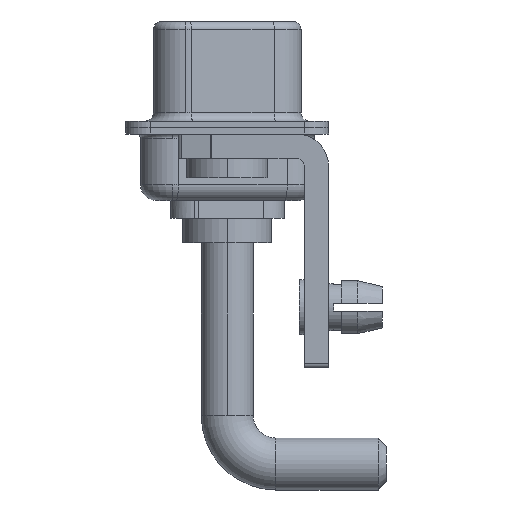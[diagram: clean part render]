
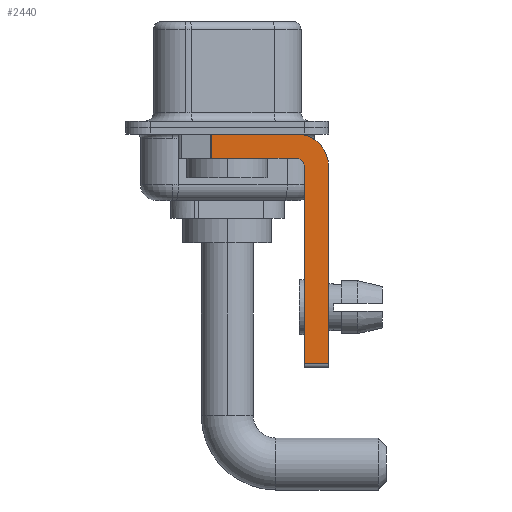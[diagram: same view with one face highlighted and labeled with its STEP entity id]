
A CAD part, left-side view. The second image highlights one B-rep face of the part: STEP entity #2440.
In plain terms, the highlighted planar face has unit normal (-1, 0, 0).
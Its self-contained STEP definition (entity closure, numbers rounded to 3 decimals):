
#635 = VECTOR ( 'NONE', #11439, 1000. ) ;
#650 = VECTOR ( 'NONE', #15118, 1000. ) ;
#770 = CARTESIAN_POINT ( 'NONE',  ( -2.9, 3., -0.4 ) ) ;
#813 = LINE ( 'NONE', #6588, #13324 ) ;
#1217 = ORIENTED_EDGE ( 'NONE', *, *, #17917, .F. ) ;
#1838 = EDGE_CURVE ( 'NONE', #4465, #9777, #10101, .T. ) ;
#1880 = ORIENTED_EDGE ( 'NONE', *, *, #16231, .F. ) ;
#1911 = CARTESIAN_POINT ( 'NONE',  ( -2.9, 0.978, -1.9 ) ) ;
#2283 = CARTESIAN_POINT ( 'NONE',  ( -2.9, 0.978, -0.4 ) ) ;
#2378 = LINE ( 'NONE', #770, #4087 ) ;
#2440 = ADVANCED_FACE ( 'NONE', ( #13833 ), #5137, .F. ) ;
#2915 = VERTEX_POINT ( 'NONE', #3609 ) ;
#3019 = ORIENTED_EDGE ( 'NONE', *, *, #13272, .F. ) ;
#3450 = EDGE_CURVE ( 'NONE', #16561, #14118, #6695, .T. ) ;
#3609 = CARTESIAN_POINT ( 'NONE',  ( -2.9, -4.25, -0.4 ) ) ;
#4087 = VECTOR ( 'NONE', #18406, 1000. ) ;
#4465 = VERTEX_POINT ( 'NONE', #9874 ) ;
#4864 = DIRECTION ( 'NONE',  ( -1., 0., 0. ) ) ;
#5001 = VERTEX_POINT ( 'NONE', #12498 ) ;
#5137 = PLANE ( 'NONE',  #18146 ) ;
#5197 = CARTESIAN_POINT ( 'NONE',  ( -2.9, -4.25, -1.9 ) ) ;
#5314 = VERTEX_POINT ( 'NONE', #2283 ) ;
#5347 = EDGE_CURVE ( 'NONE', #5314, #2915, #2378, .T. ) ;
#5676 = CARTESIAN_POINT ( 'NONE',  ( -2.9, -4.25, -14.55 ) ) ;
#6588 = CARTESIAN_POINT ( 'NONE',  ( -2.9, -6.25, -2.4 ) ) ;
#6695 = CIRCLE ( 'NONE', #16320, 0.5 ) ;
#6902 = ORIENTED_EDGE ( 'NONE', *, *, #3450, .F. ) ;
#6932 = ORIENTED_EDGE ( 'NONE', *, *, #15591, .T. ) ;
#7024 = AXIS2_PLACEMENT_3D ( 'NONE', #14057, #11413, #7159 ) ;
#7159 = DIRECTION ( 'NONE',  ( 0., 0., -1. ) ) ;
#7706 = LINE ( 'NONE', #12334, #12755 ) ;
#7864 = DIRECTION ( 'NONE',  ( 0., 0., -1. ) ) ;
#7877 = DIRECTION ( 'NONE',  ( 0., 1., 0. ) ) ;
#8890 = ORIENTED_EDGE ( 'NONE', *, *, #5347, .F. ) ;
#9312 = CARTESIAN_POINT ( 'NONE',  ( -2.9, -4.75, -2.4 ) ) ;
#9436 = CIRCLE ( 'NONE', #7024, 2. ) ;
#9456 = EDGE_CURVE ( 'NONE', #14118, #5001, #7706, .T. ) ;
#9777 = VERTEX_POINT ( 'NONE', #16322 ) ;
#9874 = CARTESIAN_POINT ( 'NONE',  ( -2.9, -4.75, -14.55 ) ) ;
#9973 = CARTESIAN_POINT ( 'NONE',  ( -2.9, -6.25, -2.4 ) ) ;
#10101 = LINE ( 'NONE', #5676, #635 ) ;
#10411 = CARTESIAN_POINT ( 'NONE',  ( -2.9, -4.75, -14.8 ) ) ;
#10696 = VECTOR ( 'NONE', #17383, 1000. ) ;
#11413 = DIRECTION ( 'NONE',  ( 1., 0., 0. ) ) ;
#11439 = DIRECTION ( 'NONE',  ( 0., -1., 0. ) ) ;
#11830 = LINE ( 'NONE', #10411, #10696 ) ;
#11954 = CARTESIAN_POINT ( 'NONE',  ( -2.9, -4.25, -2.4 ) ) ;
#12038 = LINE ( 'NONE', #1911, #650 ) ;
#12231 = EDGE_LOOP ( 'NONE', ( #8890, #6932, #12874, #6902, #1217, #17604, #3019, #1880 ) ) ;
#12334 = CARTESIAN_POINT ( 'NONE',  ( -2.9, -4.25, -1.9 ) ) ;
#12346 = DIRECTION ( 'NONE',  ( 0., 0., -1. ) ) ;
#12498 = CARTESIAN_POINT ( 'NONE',  ( -2.9, 0.978, -1.9 ) ) ;
#12755 = VECTOR ( 'NONE', #7877, 1000. ) ;
#12874 = ORIENTED_EDGE ( 'NONE', *, *, #9456, .F. ) ;
#13272 = EDGE_CURVE ( 'NONE', #16763, #9777, #813, .T. ) ;
#13324 = VECTOR ( 'NONE', #12346, 1000. ) ;
#13643 = DIRECTION ( 'NONE',  ( 1., 0., 0. ) ) ;
#13833 = FACE_OUTER_BOUND ( 'NONE', #12231, .T. ) ;
#14057 = CARTESIAN_POINT ( 'NONE',  ( -2.9, -4.25, -2.4 ) ) ;
#14118 = VERTEX_POINT ( 'NONE', #5197 ) ;
#15042 = DIRECTION ( 'NONE',  ( 0., 0., 1. ) ) ;
#15118 = DIRECTION ( 'NONE',  ( 0., 0., -1. ) ) ;
#15310 = CARTESIAN_POINT ( 'NONE',  ( -2.9, -4.25, -2.4 ) ) ;
#15591 = EDGE_CURVE ( 'NONE', #5314, #5001, #12038, .T. ) ;
#16231 = EDGE_CURVE ( 'NONE', #2915, #16763, #9436, .T. ) ;
#16320 = AXIS2_PLACEMENT_3D ( 'NONE', #11954, #4864, #15042 ) ;
#16322 = CARTESIAN_POINT ( 'NONE',  ( -2.9, -6.25, -14.55 ) ) ;
#16561 = VERTEX_POINT ( 'NONE', #9312 ) ;
#16763 = VERTEX_POINT ( 'NONE', #9973 ) ;
#17383 = DIRECTION ( 'NONE',  ( 0., 0., 1. ) ) ;
#17604 = ORIENTED_EDGE ( 'NONE', *, *, #1838, .T. ) ;
#17917 = EDGE_CURVE ( 'NONE', #4465, #16561, #11830, .T. ) ;
#18146 = AXIS2_PLACEMENT_3D ( 'NONE', #15310, #13643, #7864 ) ;
#18406 = DIRECTION ( 'NONE',  ( 0., -1., 0. ) ) ;
